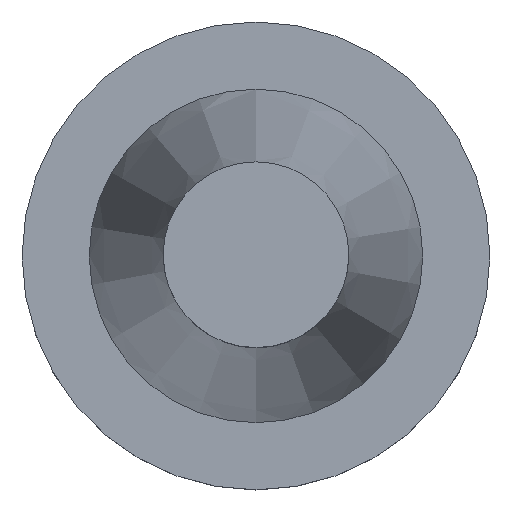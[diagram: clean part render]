
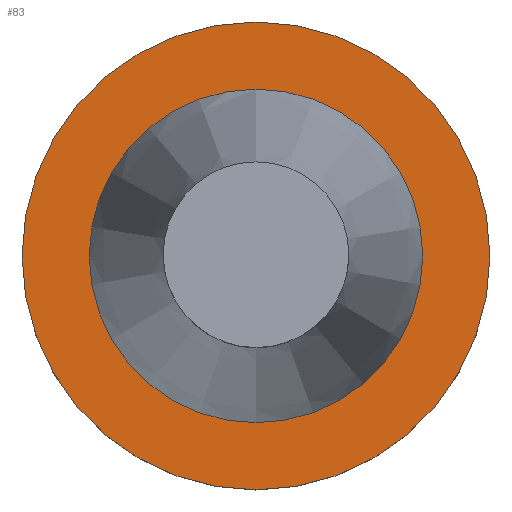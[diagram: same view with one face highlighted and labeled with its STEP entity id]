
A CAD part, top view. The second image highlights one B-rep face of the part: STEP entity #83.
In plain terms, the highlighted planar face has unit normal (0, 0, 1).
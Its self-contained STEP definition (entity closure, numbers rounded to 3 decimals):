
#47=FACE_BOUND('',#109,.T.);
#48=FACE_BOUND('',#110,.T.);
#83=ADVANCED_FACE('',(#47,#48),#90,.F.);
#90=PLANE('',#265);
#109=EDGE_LOOP('',(#143));
#110=EDGE_LOOP('',(#144,#145));
#143=ORIENTED_EDGE('',*,*,#196,.T.);
#144=ORIENTED_EDGE('',*,*,#197,.T.);
#145=ORIENTED_EDGE('',*,*,#198,.T.);
#174=VERTEX_POINT('',#379);
#175=VERTEX_POINT('',#382);
#176=VERTEX_POINT('',#383);
#196=EDGE_CURVE('',#174,#174,#215,.T.);
#197=EDGE_CURVE('',#175,#176,#216,.T.);
#198=EDGE_CURVE('',#176,#175,#217,.T.);
#215=CIRCLE('',#261,31.5);
#216=CIRCLE('',#263,22.458);
#217=CIRCLE('',#264,22.458);
#261=AXIS2_PLACEMENT_3D('',#378,#315,#316);
#263=AXIS2_PLACEMENT_3D('',#381,#319,#320);
#264=AXIS2_PLACEMENT_3D('',#384,#321,#322);
#265=AXIS2_PLACEMENT_3D('',#385,#323,#324);
#315=DIRECTION('',(0.,0.,1.));
#316=DIRECTION('',(-1.,0.,0.));
#319=DIRECTION('',(0.,0.,-1.));
#320=DIRECTION('',(-1.,0.,0.));
#321=DIRECTION('',(0.,0.,-1.));
#322=DIRECTION('',(-1.,0.,0.));
#323=DIRECTION('',(0.,0.,-1.));
#324=DIRECTION('',(0.,1.,0.));
#378=CARTESIAN_POINT('',(0.,0.,-1.6));
#379=CARTESIAN_POINT('',(-31.5,0.,-1.6));
#381=CARTESIAN_POINT('',(0.,0.,-1.6));
#382=CARTESIAN_POINT('',(0.,22.458,-1.6));
#383=CARTESIAN_POINT('',(0.,-22.458,-1.6));
#384=CARTESIAN_POINT('',(0.,0.,-1.6));
#385=CARTESIAN_POINT('',(0.,0.,-1.6));
